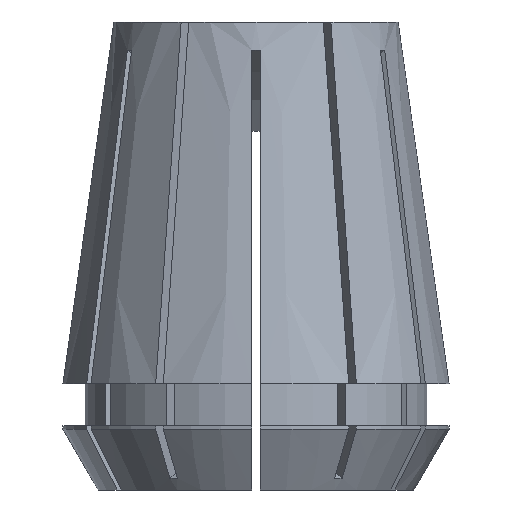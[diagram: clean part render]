
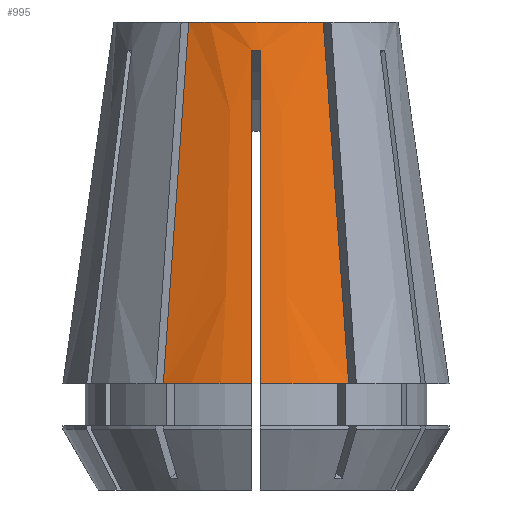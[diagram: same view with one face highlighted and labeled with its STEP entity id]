
A CAD part, front view. The second image highlights one B-rep face of the part: STEP entity #995.
In plain terms, the highlighted conical face has half-angle 8 degrees and reference radius 16.5 mm.
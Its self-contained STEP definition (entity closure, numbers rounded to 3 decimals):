
#48 = DIRECTION ( 'NONE',  ( 0., 0., 1. ) ) ;
#98 = CARTESIAN_POINT ( 'NONE',  ( 7.466, -13.681, -24.391 ) ) ;
#146 = CARTESIAN_POINT ( 'NONE',  ( -6.246, -11.569, -7.045 ) ) ;
#195 = CARTESIAN_POINT ( 'NONE',  ( -0.375, -12.49, -2.403 ) ) ;
#252 = DIRECTION ( 'NONE',  ( 1., 0., 0. ) ) ;
#355 = CARTESIAN_POINT ( 'NONE',  ( 0., 0., -30.9 ) ) ;
#428 = CARTESIAN_POINT ( 'NONE',  ( 0.375, -15.161, -21.401 ) ) ;
#448 = CARTESIAN_POINT ( 'NONE',  ( 7.237, -13.285, -21.136 ) ) ;
#454 = EDGE_CURVE ( 'NONE', #2092, #2674, #3250, .T. ) ;
#482 = CARTESIAN_POINT ( 'NONE',  ( -0.375, -16.496, -30.9 ) ) ;
#522 = CARTESIAN_POINT ( 'NONE',  ( 7.695, -14.077, -27.645 ) ) ;
#548 = EDGE_CURVE ( 'NONE', #1545, #3668, #2961, .T. ) ;
#558 = CARTESIAN_POINT ( 'NONE',  ( 7.923, -14.474, -30.9 ) ) ;
#678 = DIRECTION ( 'NONE',  ( 1., 0., 0. ) ) ;
#759 = CARTESIAN_POINT ( 'NONE',  ( 0., 0., -30.9 ) ) ;
#837 = B_SPLINE_CURVE_WITH_KNOTS ( 'NONE', 3,
 ( #195, #3510, #2903, #1701 ),
 .UNSPECIFIED., .F., .F.,
 ( 4, 4 ),
 ( 0., 0.001 ),
 .UNSPECIFIED. ) ;
#886 = B_SPLINE_CURVE_WITH_KNOTS ( 'NONE', 3,
 ( #3319, #1704, #1387, #448, #98, #522, #558 ),
 .UNSPECIFIED., .F., .F.,
 ( 4, 3, 4 ),
 ( 0., 0.021, 0.031 ),
 .UNSPECIFIED. ) ;
#890 = ORIENTED_EDGE ( 'NONE', *, *, #2642, .T. ) ;
#905 = AXIS2_PLACEMENT_3D ( 'NONE', #3940, #2110, #252 ) ;
#919 = CARTESIAN_POINT ( 'NONE',  ( -0.375, -12.49, -2.403 ) ) ;
#995 = ADVANCED_FACE ( 'NONE', ( #1335 ), #2773, .T. ) ;
#996 = AXIS2_PLACEMENT_3D ( 'NONE', #355, #2504, #678 ) ;
#1016 = EDGE_CURVE ( 'NONE', #3668, #1071, #886, .T. ) ;
#1069 = CARTESIAN_POINT ( 'NONE',  ( -5.751, -10.711, 0. ) ) ;
#1071 = VERTEX_POINT ( 'NONE', #3635 ) ;
#1087 = DIRECTION ( 'NONE',  ( -1., 0., 0. ) ) ;
#1088 = CARTESIAN_POINT ( 'NONE',  ( -0.375, -12.49, -2.403 ) ) ;
#1188 = CARTESIAN_POINT ( 'NONE',  ( 0.375, -12.49, -2.403 ) ) ;
#1194 = EDGE_LOOP ( 'NONE', ( #3465, #2480, #1221, #890, #1522, #3736, #2249, #3064 ) ) ;
#1221 = ORIENTED_EDGE ( 'NONE', *, *, #3120, .T. ) ;
#1283 = DIRECTION ( 'NONE',  ( 1., 0., 0. ) ) ;
#1335 = FACE_OUTER_BOUND ( 'NONE', #1194, .T. ) ;
#1387 = CARTESIAN_POINT ( 'NONE',  ( 6.742, -12.427, -14.091 ) ) ;
#1408 = CARTESIAN_POINT ( 'NONE',  ( -6.742, -12.427, -14.091 ) ) ;
#1454 = DIRECTION ( 'NONE',  ( 0., 0., -1. ) ) ;
#1522 = ORIENTED_EDGE ( 'NONE', *, *, #2580, .T. ) ;
#1545 = VERTEX_POINT ( 'NONE', #1581 ) ;
#1581 = CARTESIAN_POINT ( 'NONE',  ( -5.751, -10.711, 0. ) ) ;
#1701 = CARTESIAN_POINT ( 'NONE',  ( 0.375, -12.49, -2.403 ) ) ;
#1704 = CARTESIAN_POINT ( 'NONE',  ( 6.246, -11.569, -7.045 ) ) ;
#1736 = CARTESIAN_POINT ( 'NONE',  ( -7.466, -13.681, -24.391 ) ) ;
#1784 = B_SPLINE_CURVE_WITH_KNOTS ( 'NONE', 3,
 ( #1069, #146, #1408, #3537, #1736, #3859, #2032 ),
 .UNSPECIFIED., .F., .F.,
 ( 4, 3, 4 ),
 ( 0., 0.021, 0.031 ),
 .UNSPECIFIED. ) ;
#1992 = VERTEX_POINT ( 'NONE', #3501 ) ;
#2032 = CARTESIAN_POINT ( 'NONE',  ( -7.923, -14.474, -30.9 ) ) ;
#2057 = CARTESIAN_POINT ( 'NONE',  ( 5.751, -10.711, 0. ) ) ;
#2092 = VERTEX_POINT ( 'NONE', #2785 ) ;
#2100 = EDGE_CURVE ( 'NONE', #3286, #2674, #837, .T. ) ;
#2110 = DIRECTION ( 'NONE',  ( 0., 0., 1. ) ) ;
#2192 = CARTESIAN_POINT ( 'NONE',  ( 0.375, -16.496, -30.9 ) ) ;
#2247 = VERTEX_POINT ( 'NONE', #3552 ) ;
#2249 = ORIENTED_EDGE ( 'NONE', *, *, #454, .F. ) ;
#2256 = CARTESIAN_POINT ( 'NONE',  ( 0.375, -12.49, -2.403 ) ) ;
#2321 = CARTESIAN_POINT ( 'NONE',  ( -0.375, -15.161, -21.401 ) ) ;
#2480 = ORIENTED_EDGE ( 'NONE', *, *, #548, .F. ) ;
#2504 = DIRECTION ( 'NONE',  ( 0., 0., 1. ) ) ;
#2580 = EDGE_CURVE ( 'NONE', #2247, #3286, #3267, .T. ) ;
#2604 = AXIS2_PLACEMENT_3D ( 'NONE', #759, #1454, #1087 ) ;
#2642 = EDGE_CURVE ( 'NONE', #1992, #2247, #3217, .T. ) ;
#2674 = VERTEX_POINT ( 'NONE', #1188 ) ;
#2690 = CIRCLE ( 'NONE', #996, 16.5 ) ;
#2773 = CONICAL_SURFACE ( 'NONE', #2604, 16.5, 0.14 ) ;
#2783 = CARTESIAN_POINT ( 'NONE',  ( 0., 0., 0. ) ) ;
#2785 = CARTESIAN_POINT ( 'NONE',  ( 0.375, -16.496, -30.9 ) ) ;
#2903 = CARTESIAN_POINT ( 'NONE',  ( 0.125, -12.497, -2.399 ) ) ;
#2924 = CARTESIAN_POINT ( 'NONE',  ( -0.375, -13.825, -11.902 ) ) ;
#2961 = CIRCLE ( 'NONE', #3831, 12.158 ) ;
#3035 = CARTESIAN_POINT ( 'NONE',  ( 0.375, -13.825, -11.902 ) ) ;
#3064 = ORIENTED_EDGE ( 'NONE', *, *, #3693, .T. ) ;
#3120 = EDGE_CURVE ( 'NONE', #1545, #1992, #1784, .T. ) ;
#3217 = CIRCLE ( 'NONE', #905, 16.5 ) ;
#3250 = B_SPLINE_CURVE_WITH_KNOTS ( 'NONE', 3,
 ( #2192, #428, #3035, #2256 ),
 .UNSPECIFIED., .F., .F.,
 ( 4, 4 ),
 ( 0.024, 0.052 ),
 .UNSPECIFIED. ) ;
#3267 = B_SPLINE_CURVE_WITH_KNOTS ( 'NONE', 3,
 ( #482, #2321, #2924, #1088 ),
 .UNSPECIFIED., .F., .F.,
 ( 4, 4 ),
 ( 0.024, 0.052 ),
 .UNSPECIFIED. ) ;
#3286 = VERTEX_POINT ( 'NONE', #919 ) ;
#3319 = CARTESIAN_POINT ( 'NONE',  ( 5.751, -10.711, 0. ) ) ;
#3465 = ORIENTED_EDGE ( 'NONE', *, *, #1016, .F. ) ;
#3501 = CARTESIAN_POINT ( 'NONE',  ( -7.923, -14.474, -30.9 ) ) ;
#3510 = CARTESIAN_POINT ( 'NONE',  ( -0.125, -12.497, -2.399 ) ) ;
#3537 = CARTESIAN_POINT ( 'NONE',  ( -7.237, -13.285, -21.136 ) ) ;
#3552 = CARTESIAN_POINT ( 'NONE',  ( -0.375, -16.496, -30.9 ) ) ;
#3635 = CARTESIAN_POINT ( 'NONE',  ( 7.923, -14.474, -30.9 ) ) ;
#3668 = VERTEX_POINT ( 'NONE', #2057 ) ;
#3693 = EDGE_CURVE ( 'NONE', #2092, #1071, #2690, .T. ) ;
#3736 = ORIENTED_EDGE ( 'NONE', *, *, #2100, .T. ) ;
#3831 = AXIS2_PLACEMENT_3D ( 'NONE', #2783, #48, #1283 ) ;
#3859 = CARTESIAN_POINT ( 'NONE',  ( -7.695, -14.077, -27.645 ) ) ;
#3940 = CARTESIAN_POINT ( 'NONE',  ( 0., 0., -30.9 ) ) ;
